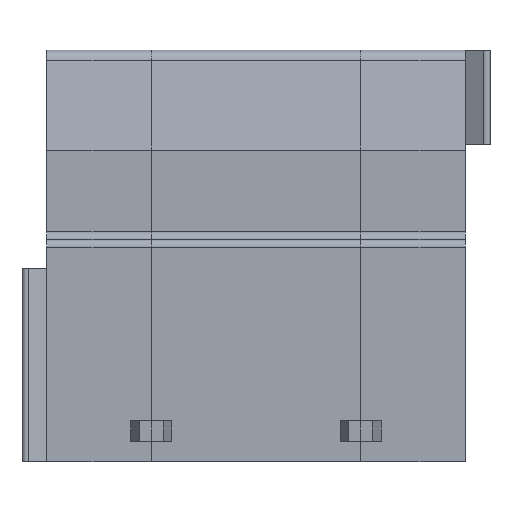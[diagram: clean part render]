
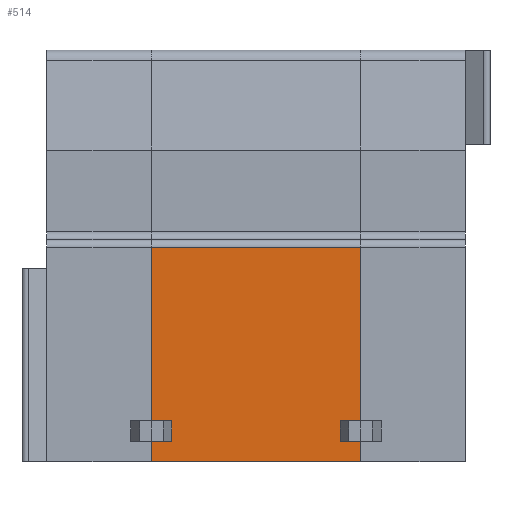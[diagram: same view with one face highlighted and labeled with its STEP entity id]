
A CAD part, left-side view. The second image highlights one B-rep face of the part: STEP entity #514.
In plain terms, the highlighted planar face has unit normal (-1, 0, 0).
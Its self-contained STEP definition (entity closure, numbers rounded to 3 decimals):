
#514 = ADVANCED_FACE( '', ( #1044 ), #1045, .T. );
#1044 = FACE_OUTER_BOUND( '', #1607, .T. );
#1045 = PLANE( '', #1608 );
#1607 = EDGE_LOOP( '', ( #2992, #2993, #2994, #2995, #2996, #2997, #2998, #2999, #3000, #3001, #3002, #3003 ) );
#1608 = AXIS2_PLACEMENT_3D( '', #3004, #3005, #3006 );
#2992 = ORIENTED_EDGE( '', *, *, #3878, .T. );
#2993 = ORIENTED_EDGE( '', *, *, #4160, .F. );
#2994 = ORIENTED_EDGE( '', *, *, #4161, .T. );
#2995 = ORIENTED_EDGE( '', *, *, #3659, .T. );
#2996 = ORIENTED_EDGE( '', *, *, #4162, .T. );
#2997 = ORIENTED_EDGE( '', *, *, #4100, .T. );
#2998 = ORIENTED_EDGE( '', *, *, #3846, .T. );
#2999 = ORIENTED_EDGE( '', *, *, #3614, .F. );
#3000 = ORIENTED_EDGE( '', *, *, #4007, .T. );
#3001 = ORIENTED_EDGE( '', *, *, #4099, .T. );
#3002 = ORIENTED_EDGE( '', *, *, #4012, .F. );
#3003 = ORIENTED_EDGE( '', *, *, #3663, .T. );
#3004 = CARTESIAN_POINT( '', ( -8.1, -7.5, 0. ) );
#3005 = DIRECTION( '', ( -1., 0., 0. ) );
#3006 = DIRECTION( '', ( 0., 0., -1. ) );
#3614 = EDGE_CURVE( '', #4355, #4350, #4357, .T. );
#3659 = EDGE_CURVE( '', #4443, #4441, #4444, .T. );
#3663 = EDGE_CURVE( '', #4451, #4449, #4452, .T. );
#3846 = EDGE_CURVE( '', #4748, #4350, #4751, .T. );
#3878 = EDGE_CURVE( '', #4449, #4799, #4801, .T. );
#4007 = EDGE_CURVE( '', #4355, #4999, #5001, .T. );
#4012 = EDGE_CURVE( '', #4451, #5007, #5008, .T. );
#4099 = EDGE_CURVE( '', #4999, #5007, #5126, .T. );
#4100 = EDGE_CURVE( '', #5127, #4748, #5128, .T. );
#4160 = EDGE_CURVE( '', #5199, #4799, #5200, .T. );
#4161 = EDGE_CURVE( '', #5199, #4443, #5201, .T. );
#4162 = EDGE_CURVE( '', #4441, #5127, #5202, .T. );
#4350 = VERTEX_POINT( '', #5433 );
#4355 = VERTEX_POINT( '', #5440 );
#4357 = LINE( '', #5443, #5444 );
#4441 = VERTEX_POINT( '', #5563 );
#4443 = VERTEX_POINT( '', #5566 );
#4444 = LINE( '', #5567, #5568 );
#4449 = VERTEX_POINT( '', #5575 );
#4451 = VERTEX_POINT( '', #5578 );
#4452 = LINE( '', #5579, #5580 );
#4748 = VERTEX_POINT( '', #6007 );
#4751 = LINE( '', #6012, #6013 );
#4799 = VERTEX_POINT( '', #6081 );
#4801 = LINE( '', #6084, #6085 );
#4999 = VERTEX_POINT( '', #6373 );
#5001 = LINE( '', #6376, #6377 );
#5007 = VERTEX_POINT( '', #6385 );
#5008 = LINE( '', #6386, #6387 );
#5126 = LINE( '', #6556, #6557 );
#5127 = VERTEX_POINT( '', #6558 );
#5128 = LINE( '', #6559, #6560 );
#5199 = VERTEX_POINT( '', #6662 );
#5200 = LINE( '', #6663, #6664 );
#5201 = LINE( '', #6665, #6666 );
#5202 = LINE( '', #6667, #6668 );
#5433 = CARTESIAN_POINT( '', ( -8.1, 0.5, 0.5 ) );
#5440 = CARTESIAN_POINT( '', ( -8.1, 0.5, 1. ) );
#5443 = CARTESIAN_POINT( '', ( -8.1, 0.5, -3.15 ) );
#5444 = VECTOR( '', #6875, 1000. );
#5563 = CARTESIAN_POINT( '', ( -8.1, 5.08, 0. ) );
#5566 = CARTESIAN_POINT( '', ( -8.1, 5.08, 0.5 ) );
#5567 = CARTESIAN_POINT( '', ( -8.1, 5.08, -3.15 ) );
#5568 = VECTOR( '', #6927, 1000. );
#5575 = CARTESIAN_POINT( '', ( -8.1, 5.08, 1. ) );
#5578 = CARTESIAN_POINT( '', ( -8.1, 5.08, 5.2 ) );
#5579 = CARTESIAN_POINT( '', ( -8.1, 5.08, -3.15 ) );
#5580 = VECTOR( '', #6931, 1000. );
#6007 = CARTESIAN_POINT( '', ( -8.1, 0., 0.5 ) );
#6012 = CARTESIAN_POINT( '', ( -8.1, -2.5, 0.5 ) );
#6013 = VECTOR( '', #7119, 1000. );
#6081 = CARTESIAN_POINT( '', ( -8.1, 4.58, 1. ) );
#6084 = CARTESIAN_POINT( '', ( -8.1, -2.5, 1. ) );
#6085 = VECTOR( '', #7147, 1000. );
#6373 = CARTESIAN_POINT( '', ( -8.1, 0., 1. ) );
#6376 = CARTESIAN_POINT( '', ( -8.1, -2.5, 1. ) );
#6377 = VECTOR( '', #7278, 1000. );
#6385 = CARTESIAN_POINT( '', ( -8.1, 0., 5.2 ) );
#6386 = CARTESIAN_POINT( '', ( -8.1, -2.5, 5.2 ) );
#6387 = VECTOR( '', #7281, 1000. );
#6556 = CARTESIAN_POINT( '', ( -8.1, 0., -3.15 ) );
#6557 = VECTOR( '', #7372, 1000. );
#6558 = CARTESIAN_POINT( '', ( -8.1, 0., 0. ) );
#6559 = CARTESIAN_POINT( '', ( -8.1, 0., -3.15 ) );
#6560 = VECTOR( '', #7373, 1000. );
#6662 = CARTESIAN_POINT( '', ( -8.1, 4.58, 0.5 ) );
#6663 = CARTESIAN_POINT( '', ( -8.1, 4.58, -3.15 ) );
#6664 = VECTOR( '', #7417, 1000. );
#6665 = CARTESIAN_POINT( '', ( -8.1, -2.5, 0.5 ) );
#6666 = VECTOR( '', #7418, 1000. );
#6667 = CARTESIAN_POINT( '', ( -8.1, -2.5, 0. ) );
#6668 = VECTOR( '', #7419, 1000. );
#6875 = DIRECTION( '', ( 0., 0., -1. ) );
#6927 = DIRECTION( '', ( 0., 0., -1. ) );
#6931 = DIRECTION( '', ( 0., 0., -1. ) );
#7119 = DIRECTION( '', ( 0., 1., 0. ) );
#7147 = DIRECTION( '', ( 0., -1., 0. ) );
#7278 = DIRECTION( '', ( 0., -1., 0. ) );
#7281 = DIRECTION( '', ( 0., -1., 0. ) );
#7372 = DIRECTION( '', ( 0., 0., 1. ) );
#7373 = DIRECTION( '', ( 0., 0., 1. ) );
#7417 = DIRECTION( '', ( 0., 0., 1. ) );
#7418 = DIRECTION( '', ( 0., 1., 0. ) );
#7419 = DIRECTION( '', ( 0., -1., 0. ) );
